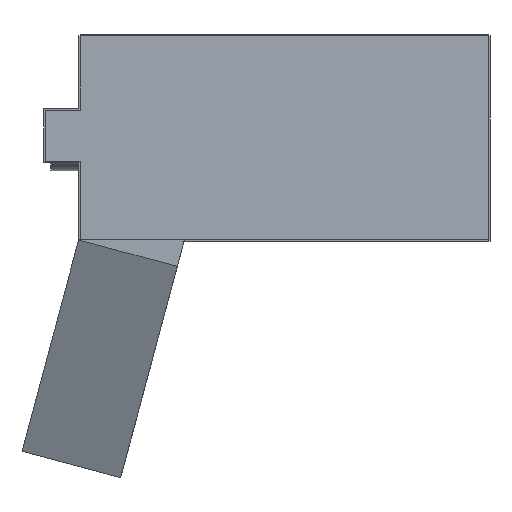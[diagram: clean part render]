
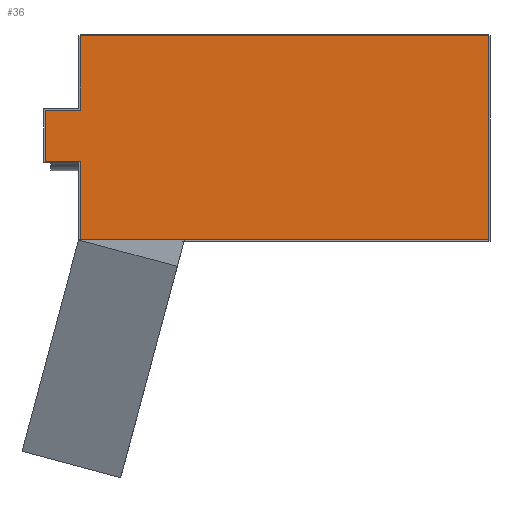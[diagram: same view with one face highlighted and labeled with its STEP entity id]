
A CAD part, left-side view. The second image highlights one B-rep face of the part: STEP entity #36.
In plain terms, the highlighted face is planar.
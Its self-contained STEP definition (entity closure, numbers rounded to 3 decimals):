
#36 = ADVANCED_FACE ( 'NONE', ( #4898 ), #1102, .T. ) ;
#91 = CARTESIAN_POINT ( 'NONE',  ( 1., -65.824, -52.427 ) ) ;
#232 = EDGE_CURVE ( 'NONE', #4868, #4509, #585, .T. ) ;
#309 = ORIENTED_EDGE ( 'NONE', *, *, #552, .T. ) ;
#433 = VECTOR ( 'NONE', #4663, 1000. ) ;
#439 = VECTOR ( 'NONE', #5067, 1000. ) ;
#470 = CARTESIAN_POINT ( 'NONE',  ( 1., 238.176, 33.573 ) ) ;
#552 = EDGE_CURVE ( 'NONE', #2122, #3999, #1513, .T. ) ;
#585 = LINE ( 'NONE', #1243, #433 ) ;
#650 = LINE ( 'NONE', #1678, #2919 ) ;
#814 = EDGE_LOOP ( 'NONE', ( #3027, #4457, #309, #1477, #4979, #1559, #2754, #4992 ) ) ;
#951 = CARTESIAN_POINT ( 'NONE',  ( 1., -41.824, -106.427 ) ) ;
#1011 = VERTEX_POINT ( 'NONE', #470 ) ;
#1087 = LINE ( 'NONE', #5327, #1935 ) ;
#1102 = PLANE ( 'NONE',  #5159 ) ;
#1120 = VECTOR ( 'NONE', #2143, 1000. ) ;
#1150 = VECTOR ( 'NONE', #1857, 1000. ) ;
#1243 = CARTESIAN_POINT ( 'NONE',  ( 1., -65.824, -52.427 ) ) ;
#1336 = CARTESIAN_POINT ( 'NONE',  ( 1., -65.824, -17.427 ) ) ;
#1441 = DIRECTION ( 'NONE',  ( 0., 0., -1. ) ) ;
#1473 = CARTESIAN_POINT ( 'NONE',  ( 1., -41.824, -17.427 ) ) ;
#1477 = ORIENTED_EDGE ( 'NONE', *, *, #3584, .T. ) ;
#1513 = LINE ( 'NONE', #4210, #1120 ) ;
#1554 = LINE ( 'NONE', #1597, #439 ) ;
#1559 = ORIENTED_EDGE ( 'NONE', *, *, #1887, .T. ) ;
#1597 = CARTESIAN_POINT ( 'NONE',  ( 1., 238.176, 33.573 ) ) ;
#1678 = CARTESIAN_POINT ( 'NONE',  ( 1., -41.824, 33.573 ) ) ;
#1821 = LINE ( 'NONE', #3854, #2791 ) ;
#1842 = CARTESIAN_POINT ( 'NONE',  ( 1., -41.824, -53.427 ) ) ;
#1857 = DIRECTION ( 'NONE',  ( 0., 1., 0. ) ) ;
#1887 = EDGE_CURVE ( 'NONE', #4509, #4015, #3957, .T. ) ;
#1916 = EDGE_CURVE ( 'NONE', #4015, #3334, #2842, .T. ) ;
#1935 = VECTOR ( 'NONE', #4054, 1000. ) ;
#2053 = CARTESIAN_POINT ( 'NONE',  ( 1., 238.176, -106.427 ) ) ;
#2122 = VERTEX_POINT ( 'NONE', #1473 ) ;
#2143 = DIRECTION ( 'NONE',  ( 0., -1., 0. ) ) ;
#2172 = EDGE_CURVE ( 'NONE', #1011, #3489, #1087, .T. ) ;
#2288 = VECTOR ( 'NONE', #1441, 1000. ) ;
#2382 = CARTESIAN_POINT ( 'NONE',  ( 1., 0., 0. ) ) ;
#2543 = DIRECTION ( 'NONE',  ( 0., 0., -1. ) ) ;
#2564 = EDGE_CURVE ( 'NONE', #3334, #1011, #1554, .T. ) ;
#2683 = CARTESIAN_POINT ( 'NONE',  ( 1., 238.176, -106.427 ) ) ;
#2754 = ORIENTED_EDGE ( 'NONE', *, *, #1916, .T. ) ;
#2791 = VECTOR ( 'NONE', #4742, 1000. ) ;
#2842 = LINE ( 'NONE', #2683, #1150 ) ;
#2919 = VECTOR ( 'NONE', #2543, 1000. ) ;
#3027 = ORIENTED_EDGE ( 'NONE', *, *, #2172, .T. ) ;
#3334 = VERTEX_POINT ( 'NONE', #2053 ) ;
#3489 = VERTEX_POINT ( 'NONE', #3781 ) ;
#3526 = EDGE_CURVE ( 'NONE', #3489, #2122, #650, .T. ) ;
#3584 = EDGE_CURVE ( 'NONE', #3999, #4868, #1821, .T. ) ;
#3781 = CARTESIAN_POINT ( 'NONE',  ( 1., -41.824, 33.573 ) ) ;
#3854 = CARTESIAN_POINT ( 'NONE',  ( 1., -65.824, -52.427 ) ) ;
#3957 = LINE ( 'NONE', #1842, #2288 ) ;
#3999 = VERTEX_POINT ( 'NONE', #1336 ) ;
#4015 = VERTEX_POINT ( 'NONE', #951 ) ;
#4054 = DIRECTION ( 'NONE',  ( 0., -1., 0. ) ) ;
#4210 = CARTESIAN_POINT ( 'NONE',  ( 1., -65.824, -17.427 ) ) ;
#4457 = ORIENTED_EDGE ( 'NONE', *, *, #3526, .T. ) ;
#4509 = VERTEX_POINT ( 'NONE', #4894 ) ;
#4663 = DIRECTION ( 'NONE',  ( 0., 1., 0. ) ) ;
#4742 = DIRECTION ( 'NONE',  ( 0., 0., -1. ) ) ;
#4868 = VERTEX_POINT ( 'NONE', #91 ) ;
#4894 = CARTESIAN_POINT ( 'NONE',  ( 1., -41.824, -52.427 ) ) ;
#4898 = FACE_OUTER_BOUND ( 'NONE', #814, .T. ) ;
#4979 = ORIENTED_EDGE ( 'NONE', *, *, #232, .T. ) ;
#4992 = ORIENTED_EDGE ( 'NONE', *, *, #2564, .T. ) ;
#5067 = DIRECTION ( 'NONE',  ( 0., 0., 1. ) ) ;
#5159 = AXIS2_PLACEMENT_3D ( 'NONE', #2382, #5298, #5270 ) ;
#5270 = DIRECTION ( 'NONE',  ( 0., 0., -1. ) ) ;
#5298 = DIRECTION ( 'NONE',  ( 1., 0., 0. ) ) ;
#5327 = CARTESIAN_POINT ( 'NONE',  ( 1., 238.176, 33.573 ) ) ;
